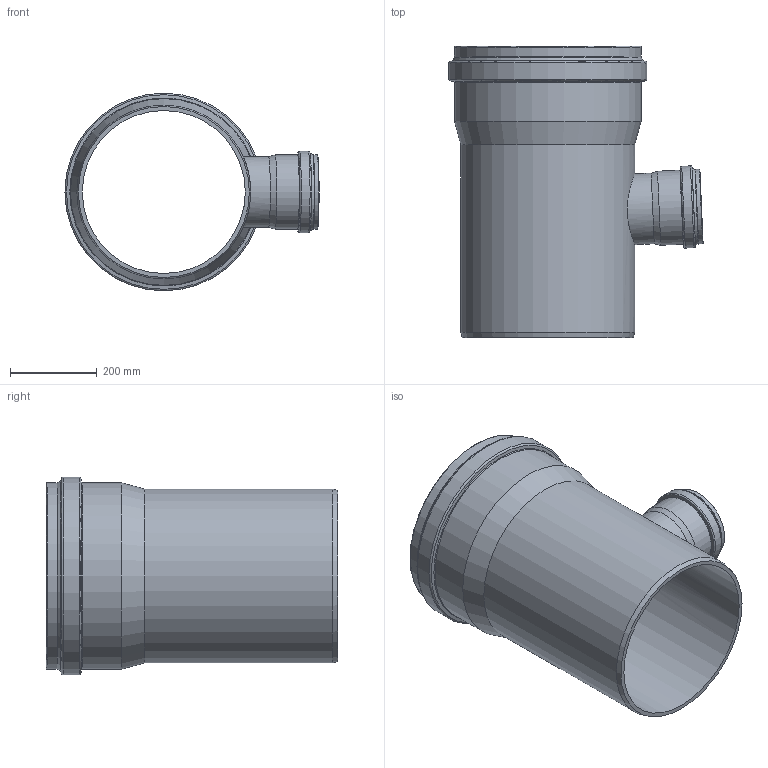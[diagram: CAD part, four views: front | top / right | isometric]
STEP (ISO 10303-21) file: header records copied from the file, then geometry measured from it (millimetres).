
FILE_DESCRIPTION(/* description */ (''),/* implementation_level */ '2;1');
FILE_NAME(/* name */ '774940z.stp',/* time_stamp */ '2025-07-11T08:34:18+02:00',/* author */ ('corinna'),/* organization */ (''),/* preprocessor_version */ 'ST-DEVELOPER v20',/* originating_system */ 'Autodesk Inventor 2024',/* authorisation */ '');
FILE_SCHEMA (('AUTOMOTIVE_DESIGN { 1 0 10303 214 3 1 1 }'));
Length unit declared in the file: millimetre
Products named in the file (1): 774940z
Bounding box: 584.77 x 670 x 455 mm (x, y, z)
Volume: 10661287.6 mm3; surface area: 1902712.3 mm2
Topology: 1 solids, 1 shells, 69 faces, 188 edges, 122 vertices
Faces by surface type: torus 27, cone 19, cylinder 18, plane 5
Full cylindrical faces by diameter (mm): 150 x1, 161.5 x1, 162.2 x2, 162.6 x1, 170.5 x1, 171.2 x1, 179.4 x1, 188.4 x1, 375 x1, 400 x1, 406.4 x1, 406.8 x2, 429 x1, 429.4 x1, 432.4 x1, 455 x1
Entity records: 2438 total; most frequent: CARTESIAN_POINT 514, DIRECTION 465, ORIENTED_EDGE 376, AXIS2_PLACEMENT_3D 213, EDGE_CURVE 188, CIRCLE 143, VERTEX_POINT 122, EDGE_LOOP 74
